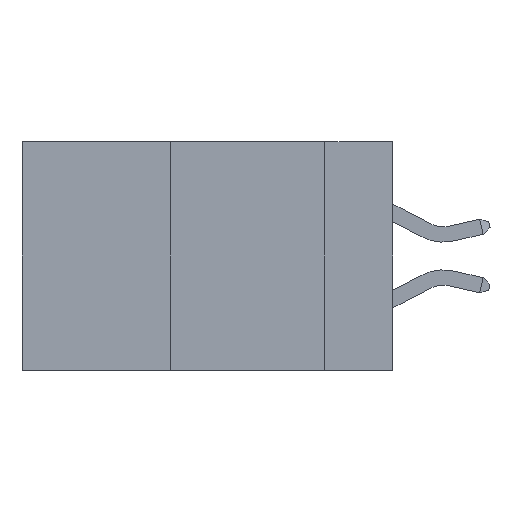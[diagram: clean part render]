
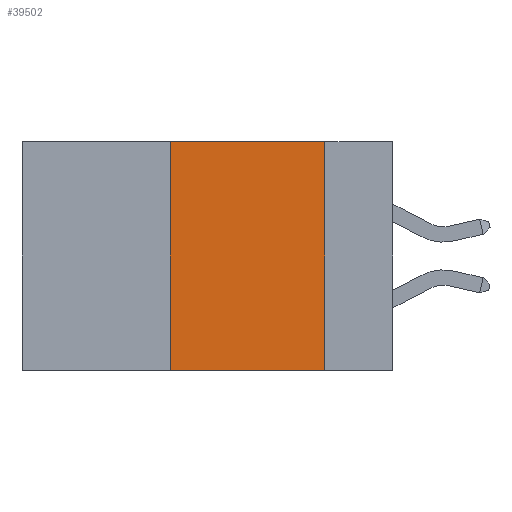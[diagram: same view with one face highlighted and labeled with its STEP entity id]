
A CAD part, left-side view. The second image highlights one B-rep face of the part: STEP entity #39502.
In plain terms, the highlighted planar face has unit normal (-1, 0, 0).
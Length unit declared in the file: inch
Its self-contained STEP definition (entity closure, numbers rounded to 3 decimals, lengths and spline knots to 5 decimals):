
#10 = VECTOR ( 'NONE', #23828, 39.37008 ) ;
#2260 = VERTEX_POINT ( 'NONE', #6531 ) ;
#3590 = LINE ( 'NONE', #42386, #29942 ) ;
#4952 = DIRECTION ( 'NONE',  ( 0., 0., 1. ) ) ;
#5759 = PLANE ( 'NONE',  #37921 ) ;
#6531 = CARTESIAN_POINT ( 'NONE',  ( 0., 0.36, -0.37 ) ) ;
#7771 = ORIENTED_EDGE ( 'NONE', *, *, #27398, .F. ) ;
#12101 = ORIENTED_EDGE ( 'NONE', *, *, #15319, .F. ) ;
#12711 = DIRECTION ( 'NONE',  ( 1., 0., 0. ) ) ;
#13043 = CARTESIAN_POINT ( 'NONE',  ( 0., 0.6, -0.37 ) ) ;
#13169 = ORIENTED_EDGE ( 'NONE', *, *, #24601, .F. ) ;
#15319 = EDGE_CURVE ( 'NONE', #36480, #15782, #37678, .T. ) ;
#15782 = VERTEX_POINT ( 'NONE', #23106 ) ;
#16949 = CARTESIAN_POINT ( 'NONE',  ( 0., 0.11, 0. ) ) ;
#19713 = VECTOR ( 'NONE', #37737, 39.37008 ) ;
#23106 = CARTESIAN_POINT ( 'NONE',  ( 0., 0.11, 0. ) ) ;
#23130 = FACE_OUTER_BOUND ( 'NONE', #26458, .T. ) ;
#23828 = DIRECTION ( 'NONE',  ( 0., 0., -1. ) ) ;
#24601 = EDGE_CURVE ( 'NONE', #2260, #36480, #3590, .T. ) ;
#26458 = EDGE_LOOP ( 'NONE', ( #7771, #12101, #13169, #34563 ) ) ;
#27398 = EDGE_CURVE ( 'NONE', #15782, #29425, #34401, .T. ) ;
#29425 = VERTEX_POINT ( 'NONE', #43747 ) ;
#29942 = VECTOR ( 'NONE', #4952, 39.37008 ) ;
#33186 = CARTESIAN_POINT ( 'NONE',  ( 0., 0.6, 0. ) ) ;
#34369 = CARTESIAN_POINT ( 'NONE',  ( 0., 0.6, 0. ) ) ;
#34401 = LINE ( 'NONE', #16949, #10 ) ;
#34563 = ORIENTED_EDGE ( 'NONE', *, *, #41242, .T. ) ;
#35117 = LINE ( 'NONE', #13043, #41956 ) ;
#36480 = VERTEX_POINT ( 'NONE', #37341 ) ;
#36543 = DIRECTION ( 'NONE',  ( 0., 0., -1. ) ) ;
#37341 = CARTESIAN_POINT ( 'NONE',  ( 0., 0.36, 0. ) ) ;
#37678 = LINE ( 'NONE', #34369, #19713 ) ;
#37737 = DIRECTION ( 'NONE',  ( 0., -1., 0. ) ) ;
#37921 = AXIS2_PLACEMENT_3D ( 'NONE', #33186, #12711, #36543 ) ;
#39502 = ADVANCED_FACE ( 'NONE', ( #23130 ), #5759, .F. ) ;
#40244 = DIRECTION ( 'NONE',  ( 0., -1., 0. ) ) ;
#41242 = EDGE_CURVE ( 'NONE', #2260, #29425, #35117, .T. ) ;
#41956 = VECTOR ( 'NONE', #40244, 39.37008 ) ;
#42386 = CARTESIAN_POINT ( 'NONE',  ( 0., 0.36, 0. ) ) ;
#43747 = CARTESIAN_POINT ( 'NONE',  ( 0., 0.11, -0.37 ) ) ;
